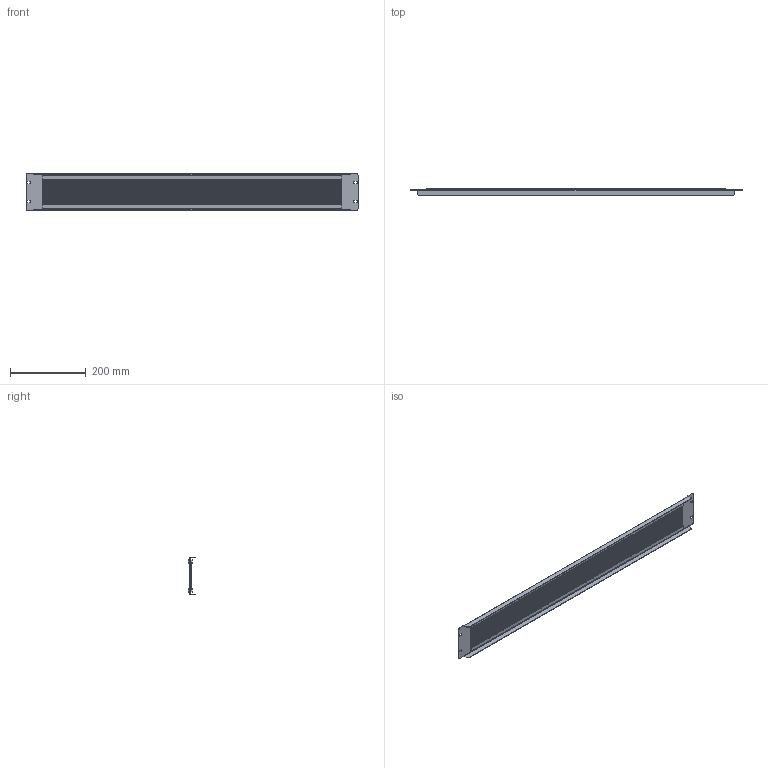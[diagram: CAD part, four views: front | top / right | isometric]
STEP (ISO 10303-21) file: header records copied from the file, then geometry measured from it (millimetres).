
FILE_DESCRIPTION (( 'STEP AP214' ), '1' );
FILE_NAME ('923.011.STEP', '2025-04-01T08:37:34', ( '' ), ( '' ), 'SwSTEP 2.0', 'SolidWorks 2021', '' );
FILE_SCHEMA (( 'AUTOMOTIVE_DESIGN' ));
Length unit declared in the file: millimetre
Products named in the file (3): Ùåòêà; 923.011 眈翴錪; 923.011
Assembly tree (3 placements, depth 2):
  923.011
    923.011 眈翴錪
    Ùåòêà  x2
Bounding box: 876.5 x 19.65 x 100 mm (x, y, z)
Volume: 332555.5 mm3; surface area: 379808.5 mm2
Topology: 3 solids, 3 shells, 3238 faces, 8108 edges, 4876 vertices
Faces by surface type: plane 3218, cylinder 20
Entity records: 47300 total; most frequent: CARTESIAN_POINT 8274, ORIENTED_EDGE 8264, DIRECTION 7484, EDGE_CURVE 4132, LINE 4088, VECTOR 4088, VERTEX_POINT 2488, AXIS2_PLACEMENT_3D 1698
